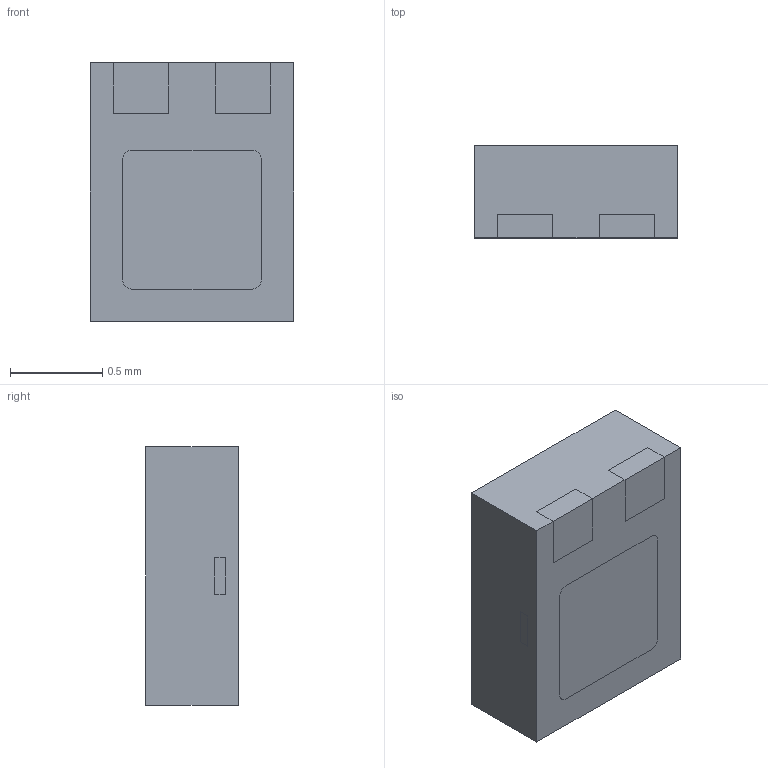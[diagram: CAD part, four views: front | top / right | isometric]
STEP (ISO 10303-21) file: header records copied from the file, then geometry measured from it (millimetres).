
FILE_DESCRIPTION(/* description */ (''),/* implementation_level */ '2;1');
FILE_NAME(/* name */ 'DFN1411-3 STP',/* time_stamp */ '2020-09-22T08:53:51+08:00',/* author */ ('Wei Wu'),/* organization */ ('Diodes'),/* preprocessor_version */ 'ST-DEVELOPER v16.7',/* originating_system */ 'DEX',/* authorisation */ $);
FILE_SCHEMA (('AUTOMOTIVE_DESIGN {1 0 10303 214 3 1 1}'));
Length unit declared in the file: millimetre
Products named in the file (3): DFN1411-3; lf; compound
Assembly tree (2 placements, depth 2):
  DFN1411-3
    lf
    compound
Bounding box: 1.1 x 0.5 x 1.4 mm (x, y, z)
Volume: 0.8 mm3; surface area: 10.1 mm2
Topology: 4 solids, 4 shells, 128 faces, 360 edges, 240 vertices
Faces by surface type: plane 92, cylinder 36
Entity records: 4649 total; most frequent: CARTESIAN_POINT 731, ORIENTED_EDGE 720, DIRECTION 694, EDGE_CURVE 360, LINE 288, VECTOR 288, VERTEX_POINT 240, AXIS2_PLACEMENT_3D 203
